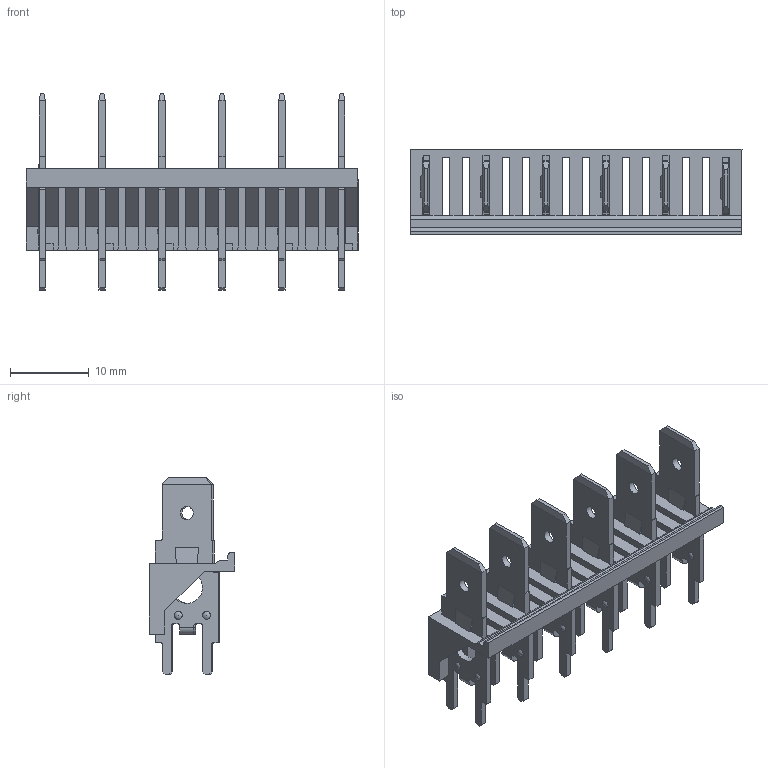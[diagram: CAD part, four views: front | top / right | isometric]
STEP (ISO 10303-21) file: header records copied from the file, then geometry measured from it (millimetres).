
FILE_DESCRIPTION(/* description */ ('Unknown'),/* implementation_level */ '2;1');
FILE_NAME(/* name */ 'J_Wurth_WR-FAST_638363222006',/* time_stamp */ '2025-06-19T16:18:31+08:00',/* author */ ('Unknown'),/* organization */ ('Unknown'),/* preprocessor_version */ 'ST-DEVELOPER v19.4',/* originating_system */ 'Solid Edge',/* authorisation */ 'Unknown');
FILE_SCHEMA (('AUTOMOTIVE_DESIGN {1 0 10303 214 3 1 1}'));
Length unit declared in the file: millimetre
Products named in the file (2): J_Wurth_WR-FAST_638363222006
Assembly tree (1 placements, depth 2):
  J_Wurth_WR-FAST_638363222006
    J_Wurth_WR-FAST_638363222006
Bounding box: 42.22 x 10.9 x 25 mm (x, y, z)
Volume: 1990.1 mm3; surface area: 4534.6 mm2
Topology: 2 solids, 2 shells, 506 faces, 1510 edges, 976 vertices
Faces by surface type: plane 379, cylinder 91, cone 24, torus 12
Full cylindrical faces by diameter (mm): 1.65 x6, 4 x6
Entity records: 19665 total; most frequent: CARTESIAN_POINT 2922, ORIENTED_EDGE 2900, DIRECTION 2672, EDGE_CURVE 1450, LINE 1244, VECTOR 1244, VERTEX_POINT 964, AXIS2_PLACEMENT_3D 714
